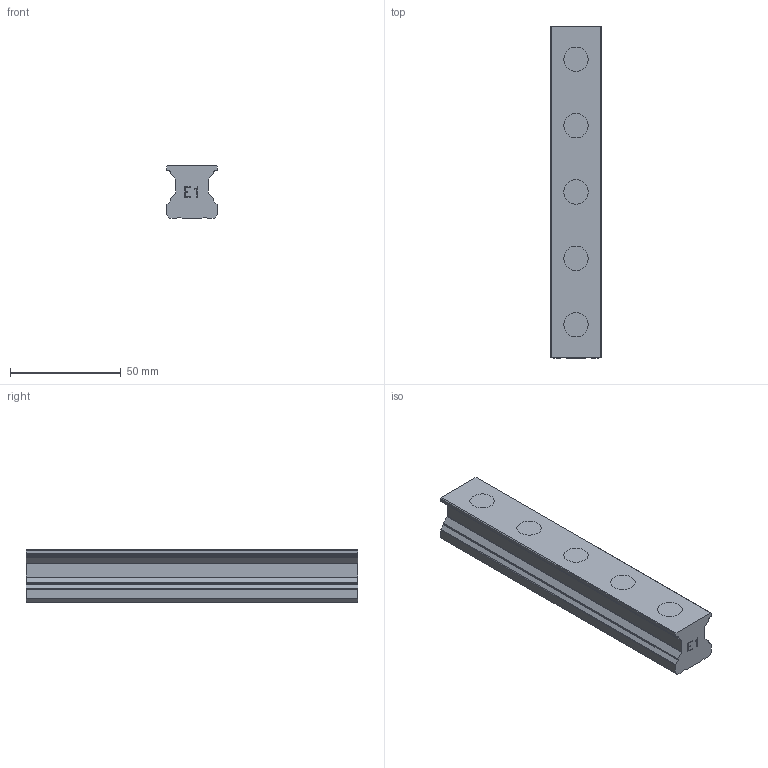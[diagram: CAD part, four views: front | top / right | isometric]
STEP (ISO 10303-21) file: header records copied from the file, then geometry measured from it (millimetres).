
FILE_DESCRIPTION(('STEP AP214'),'1');
FILE_NAME('cctmp_2C5E23EF-0795-4F1C-98BC-14D832B70305_2021_03_10_17_07_24_0545..stp','2021-03-10T16:07:24',('HIWIN GmbH'),('CADClick - www.CADClick.com'),'Spatial InterOp 3D',' ','unknown authorization');
FILE_SCHEMA(('AUTOMOTIVE_DESIGN'));
Length unit declared in the file: millimetre
Products named in the file (1): RGR25R150H_FILE
Bounding box: 23 x 150 x 23.6 mm (x, y, z)
Volume: 60152.6 mm3; surface area: 19460.6 mm2
Topology: 1 solids, 1 shells, 162 faces, 423 edges, 282 vertices
Faces by surface type: plane 114, cylinder 48
Entity records: 6283 total; most frequent: CARTESIAN_POINT 868, ORIENTED_EDGE 846, DIRECTION 845, EDGE_CURVE 423, LINE 327, VECTOR 327, VERTEX_POINT 282, AXIS2_PLACEMENT_3D 259
